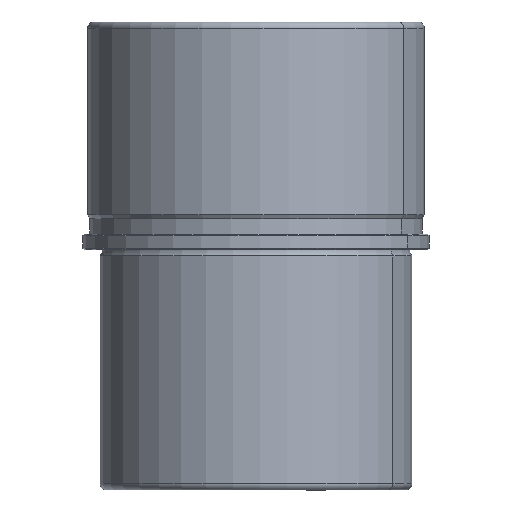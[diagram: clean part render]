
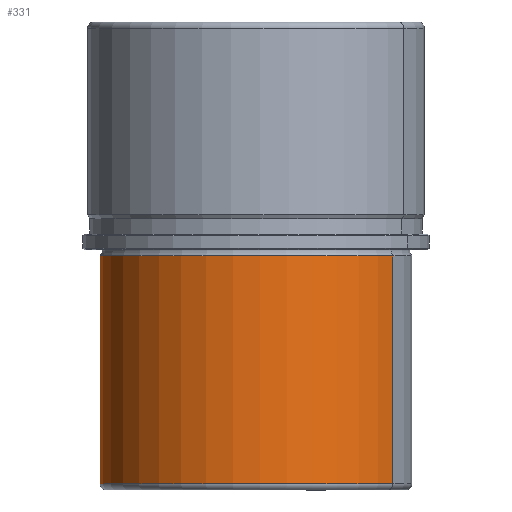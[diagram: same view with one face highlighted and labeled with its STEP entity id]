
A CAD part, front view. The second image highlights one B-rep face of the part: STEP entity #331.
In plain terms, the highlighted cylindrical face has radius 50 mm (diameter 100 mm), a partial arc.
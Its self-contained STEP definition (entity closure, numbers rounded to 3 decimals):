
#262=CARTESIAN_POINT('Vertex',(43.879,-23.971,-75.)) ;
#265=CARTESIAN_POINT('Axis2P3D Location',(0.,0.,-75.)) ;
#269=CARTESIAN_POINT('Vertex',(-43.879,23.971,-75.)) ;
#301=CARTESIAN_POINT('Axis2P3D Location',(0.,0.,-2.)) ;
#306=CARTESIAN_POINT('Line Origine',(43.879,-23.971,-39.5)) ;
#310=CARTESIAN_POINT('Vertex',(43.879,-23.971,-2.)) ;
#313=CARTESIAN_POINT('Axis2P3D Location',(0.,0.,-2.)) ;
#317=CARTESIAN_POINT('Vertex',(-43.879,23.971,-2.)) ;
#320=CARTESIAN_POINT('Line Origine',(-43.879,23.971,-39.5)) ;
#266=DIRECTION('Axis2P3D Direction',(0.,0.,-1.)) ;
#302=DIRECTION('Axis2P3D Direction',(0.,0.,-1.)) ;
#303=DIRECTION('Axis2P3D XDirection',(-0.878,0.479,-0.)) ;
#307=DIRECTION('Vector Direction',(0.,0.,-1.)) ;
#314=DIRECTION('Axis2P3D Direction',(0.,0.,-1.)) ;
#321=DIRECTION('Vector Direction',(0.,0.,-1.)) ;
#267=AXIS2_PLACEMENT_3D('Circle Axis2P3D',#265,#266,$) ;
#304=AXIS2_PLACEMENT_3D('Cylinder Axis2P3D',#301,#302,#303) ;
#315=AXIS2_PLACEMENT_3D('Circle Axis2P3D',#313,#314,$) ;
#326=ORIENTED_EDGE('',*,*,#312,.T.) ;
#327=ORIENTED_EDGE('',*,*,#319,.T.) ;
#328=ORIENTED_EDGE('',*,*,#324,.F.) ;
#329=ORIENTED_EDGE('',*,*,#271,.F.) ;
#308=VECTOR('Line Direction',#307,1.) ;
#322=VECTOR('Line Direction',#321,1.) ;
#331=ADVANCED_FACE('PartBody',(#330),#305,.T.) ;
#268=CIRCLE('generated circle',#267,50.) ;
#316=CIRCLE('generated circle',#315,50.) ;
#305=CYLINDRICAL_SURFACE('generated cylinder',#304,50.) ;
#271=EDGE_CURVE('',#263,#270,#268,.T.) ;
#312=EDGE_CURVE('',#263,#311,#309,.F.) ;
#319=EDGE_CURVE('',#311,#318,#316,.T.) ;
#324=EDGE_CURVE('',#270,#318,#323,.F.) ;
#325=EDGE_LOOP('',(#326,#327,#328,#329)) ;
#330=FACE_OUTER_BOUND('',#325,.T.) ;
#309=LINE('Line',#306,#308) ;
#323=LINE('Line',#320,#322) ;
#263=VERTEX_POINT('',#262) ;
#270=VERTEX_POINT('',#269) ;
#311=VERTEX_POINT('',#310) ;
#318=VERTEX_POINT('',#317) ;
